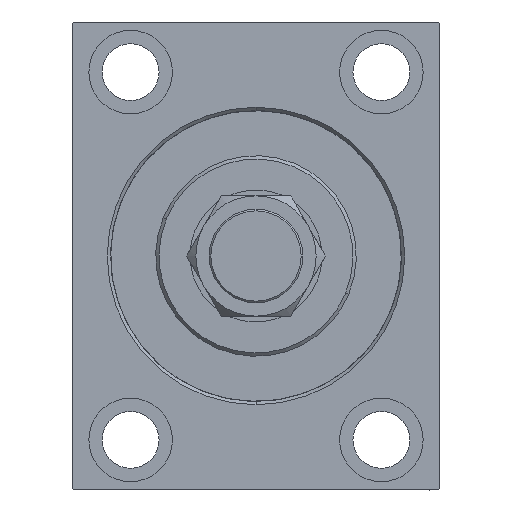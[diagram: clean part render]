
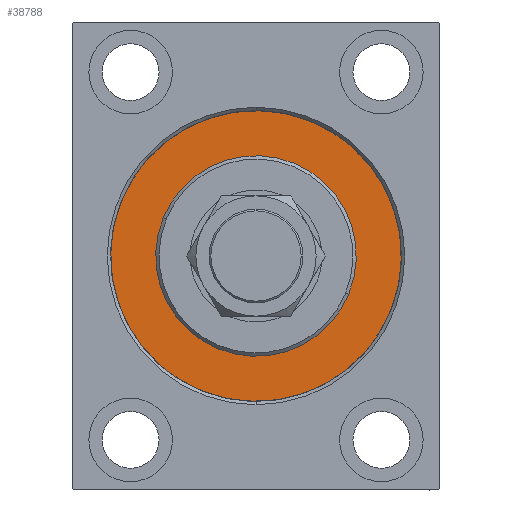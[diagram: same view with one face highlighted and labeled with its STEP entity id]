
A CAD part, left-side view. The second image highlights one B-rep face of the part: STEP entity #38788.
In plain terms, the highlighted face is planar.
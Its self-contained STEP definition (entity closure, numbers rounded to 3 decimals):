
#7 = DIRECTION ( 'NONE',  ( 0., 0., -1. ) ) ;
#121 = CARTESIAN_POINT ( 'NONE',  ( 0., 0., 43.5 ) ) ;
#234 = DIRECTION ( 'NONE',  ( 1., 0., 0. ) ) ;
#356 = DIRECTION ( 'NONE',  ( -1., 0., 0. ) ) ;
#495 = AXIS2_PLACEMENT_3D ( 'NONE', #34906, #356, #28442 ) ;
#7677 = AXIS2_PLACEMENT_3D ( 'NONE', #18468, #43552, #29507 ) ;
#7948 = PLANE ( 'NONE',  #495 ) ;
#8677 = ORIENTED_EDGE ( 'NONE', *, *, #32595, .F. ) ;
#8857 = EDGE_CURVE ( 'NONE', #19213, #25213, #38105, .T. ) ;
#10392 = CARTESIAN_POINT ( 'NONE',  ( 0., 0., 0. ) ) ;
#11192 = CARTESIAN_POINT ( 'NONE',  ( 0., 0., -43.5 ) ) ;
#12684 = CARTESIAN_POINT ( 'NONE',  ( 0., 0., 0. ) ) ;
#12919 = AXIS2_PLACEMENT_3D ( 'NONE', #19699, #33069, #19241 ) ;
#13254 = AXIS2_PLACEMENT_3D ( 'NONE', #10392, #24666, #31800 ) ;
#17193 = ORIENTED_EDGE ( 'NONE', *, *, #8857, .F. ) ;
#18258 = AXIS2_PLACEMENT_3D ( 'NONE', #12684, #234, #7 ) ;
#18368 = EDGE_CURVE ( 'NONE', #32233, #26732, #21359, .T. ) ;
#18468 = CARTESIAN_POINT ( 'NONE',  ( 0., 0., 0. ) ) ;
#18722 = EDGE_LOOP ( 'NONE', ( #8677, #35024 ) ) ;
#19213 = VERTEX_POINT ( 'NONE', #33558 ) ;
#19241 = DIRECTION ( 'NONE',  ( 0., 0., -1. ) ) ;
#19699 = CARTESIAN_POINT ( 'NONE',  ( 0., 0., 0. ) ) ;
#21090 = FACE_BOUND ( 'NONE', #24796, .T. ) ;
#21359 = CIRCLE ( 'NONE', #13254, 43.5 ) ;
#22490 = CIRCLE ( 'NONE', #12919, 30. ) ;
#24666 = DIRECTION ( 'NONE',  ( -1., 0., 0. ) ) ;
#24796 = EDGE_LOOP ( 'NONE', ( #27684, #17193 ) ) ;
#25213 = VERTEX_POINT ( 'NONE', #41002 ) ;
#26732 = VERTEX_POINT ( 'NONE', #11192 ) ;
#27684 = ORIENTED_EDGE ( 'NONE', *, *, #36915, .F. ) ;
#28442 = DIRECTION ( 'NONE',  ( 0., 0., 1. ) ) ;
#29507 = DIRECTION ( 'NONE',  ( 0., 0., 1. ) ) ;
#29708 = CIRCLE ( 'NONE', #7677, 43.5 ) ;
#31800 = DIRECTION ( 'NONE',  ( 0., 0., 1. ) ) ;
#32233 = VERTEX_POINT ( 'NONE', #121 ) ;
#32595 = EDGE_CURVE ( 'NONE', #26732, #32233, #29708, .T. ) ;
#33069 = DIRECTION ( 'NONE',  ( 1., 0., 0. ) ) ;
#33558 = CARTESIAN_POINT ( 'NONE',  ( 0., 0., -30. ) ) ;
#34906 = CARTESIAN_POINT ( 'NONE',  ( 0., 0., 0. ) ) ;
#35024 = ORIENTED_EDGE ( 'NONE', *, *, #18368, .F. ) ;
#36915 = EDGE_CURVE ( 'NONE', #25213, #19213, #22490, .T. ) ;
#38105 = CIRCLE ( 'NONE', #18258, 30. ) ;
#38788 = ADVANCED_FACE ( 'NONE', ( #21090, #42484 ), #7948, .F. ) ;
#41002 = CARTESIAN_POINT ( 'NONE',  ( 0., 0., 30. ) ) ;
#42484 = FACE_OUTER_BOUND ( 'NONE', #18722, .T. ) ;
#43552 = DIRECTION ( 'NONE',  ( -1., 0., 0. ) ) ;
